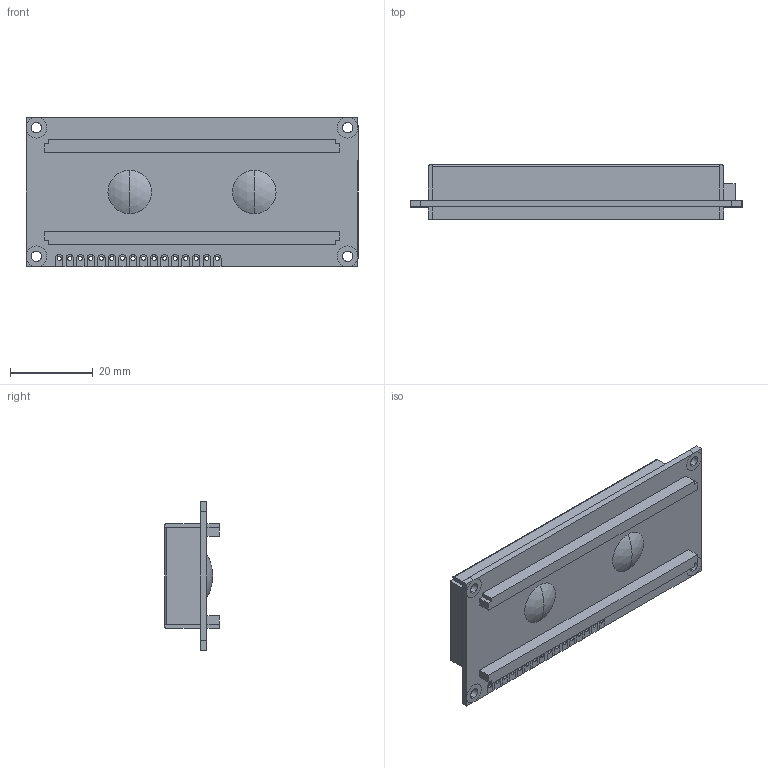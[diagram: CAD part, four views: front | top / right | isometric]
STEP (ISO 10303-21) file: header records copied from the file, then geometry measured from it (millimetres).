
FILE_DESCRIPTION (( 'STEP AP214' ), '1' );
FILE_NAME ('NHD-14432WG-BTFH-V#T.STEP', '2019-10-14T22:49:47', ( '' ), ( '' ), 'SwSTEP 2.0', 'SolidWorks 2017', '' );
FILE_SCHEMA (( 'AUTOMOTIVE_DESIGN' ));
Length unit declared in the file: millimetre
Products named in the file (1): NHD-14432WG-BTFH-V#T
Bounding box: 80 x 13.2 x 36 mm (x, y, z)
Volume: 21476.8 mm3; surface area: 16432.6 mm2
Topology: 32 solids, 32 shells, 351 faces, 854 edges, 570 vertices
Faces by surface type: plane 217, cylinder 130, sphere 4
Entity records: 10725 total; most frequent: DIRECTION 1826, CARTESIAN_POINT 1776, ORIENTED_EDGE 1708, EDGE_CURVE 854, AXIS2_PLACEMENT_3D 620, LINE 586, VECTOR 586, VERTEX_POINT 570
